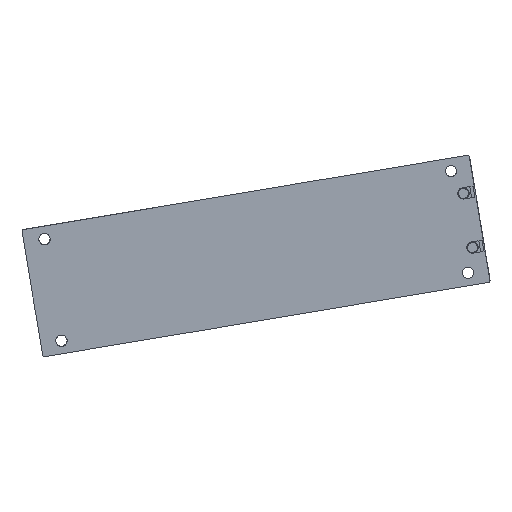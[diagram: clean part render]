
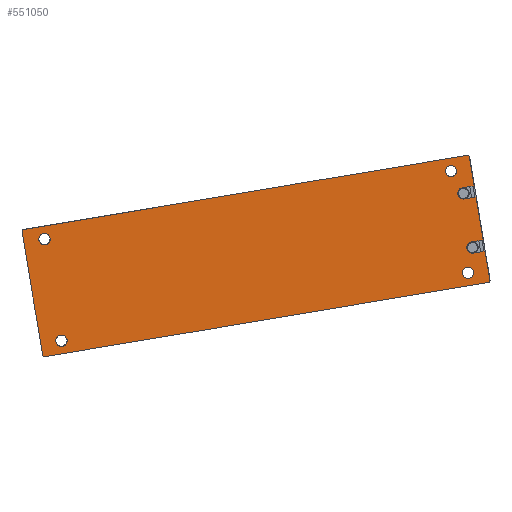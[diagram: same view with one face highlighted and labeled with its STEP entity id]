
A CAD part, front view. The second image highlights one B-rep face of the part: STEP entity #551050.
In plain terms, the highlighted planar face has unit normal (0, -1, 0).
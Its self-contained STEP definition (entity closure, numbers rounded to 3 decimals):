
#548810=CARTESIAN_POINT('',(264.053,3.7,
-20.216));
#548820=VERTEX_POINT('',#548810);
#548850=CARTESIAN_POINT('',(264.553,3.7,
-20.216));
#548860=DIRECTION('',(0.,1.,0.));
#548870=DIRECTION('',(0.,0.,-1.));
#548880=AXIS2_PLACEMENT_3D('',#548850,#548860,#548870);
#548890=CIRCLE('',#548880,0.5);
#548900=CARTESIAN_POINT('',(264.553,3.7,
-20.716));
#548910=VERTEX_POINT('',#548900);
#548920=EDGE_CURVE('',#548910,#548820,#548890,.T.);
#549100=CARTESIAN_POINT('',(213.228,3.7,
-0.096));
#549110=DIRECTION('',(0.,-1.,0.));
#549120=DIRECTION('',(0.,0.,1.));
#549130=AXIS2_PLACEMENT_3D('',#549100,#549110,#549120);
#549140=PLANE('',#549130);
#549150=CARTESIAN_POINT('',(269.996,3.7,
13.034));
#549160=DIRECTION('',(0.,1.,0.));
#549170=DIRECTION('',(-1.,0.,0.));
#549180=AXIS2_PLACEMENT_3D('',#549150,#549160,#549170);
#549190=CIRCLE('',#549180,1.65);
#549200=CARTESIAN_POINT('',(271.646,3.7,
13.034));
#549210=VERTEX_POINT('',#549200);
#549220=CARTESIAN_POINT('',(268.346,3.7,
13.034));
#549230=VERTEX_POINT('',#549220);
#549240=EDGE_CURVE('',#549210,#549230,#549190,.T.);
#549250=ORIENTED_EDGE('',*,*,#549240,.T.);
#549260=CARTESIAN_POINT('',(271.056,3.7,
14.299));
#549270=VERTEX_POINT('',#549260);
#549280=EDGE_CURVE('',#549270,#549210,#549190,.T.);
#549290=ORIENTED_EDGE('',*,*,#549280,.T.);
#549300=EDGE_CURVE('',#549230,#549270,#549190,.T.);
#549310=ORIENTED_EDGE('',*,*,#549300,.T.);
#549320=EDGE_LOOP('',(#549310,#549290,#549250));
#549330=FACE_BOUND('',#549320,.T.);
#549340=CARTESIAN_POINT('',(269.996,3.7,
-16.966));
#549350=DIRECTION('',(0.,1.,0.));
#549360=DIRECTION('',(-1.,0.,0.));
#549370=AXIS2_PLACEMENT_3D('',#549340,#549350,#549360);
#549380=CIRCLE('',#549370,1.65);
#549390=CARTESIAN_POINT('',(268.346,3.7,
-16.966));
#549400=VERTEX_POINT('',#549390);
#549410=CARTESIAN_POINT('',(271.646,3.7,
-16.966));
#549420=VERTEX_POINT('',#549410);
#549430=EDGE_CURVE('',#549400,#549420,#549380,.T.);
#549440=ORIENTED_EDGE('',*,*,#549430,.T.);
#549450=EDGE_CURVE('',#549420,#549400,#549380,.T.);
#549460=ORIENTED_EDGE('',*,*,#549450,.T.);
#549470=EDGE_LOOP('',(#549460,#549440));
#549480=FACE_BOUND('',#549470,.T.);
#549490=CARTESIAN_POINT('',(389.972,3.7,
-16.966));
#549500=DIRECTION('',(0.,-1.,0.));
#549510=DIRECTION('',(1.,0.,0.));
#549520=AXIS2_PLACEMENT_3D('',#549490,#549500,#549510);
#549530=CIRCLE('',#549520,1.65);
#549540=CARTESIAN_POINT('',(391.622,3.7,
-16.966));
#549550=VERTEX_POINT('',#549540);
#549560=CARTESIAN_POINT('',(388.322,3.7,
-16.966));
#549570=VERTEX_POINT('',#549560);
#549580=EDGE_CURVE('',#549550,#549570,#549530,.T.);
#549590=ORIENTED_EDGE('',*,*,#549580,.F.);
#549600=EDGE_CURVE('',#549570,#549550,#549530,.T.);
#549610=ORIENTED_EDGE('',*,*,#549600,.F.);
#549620=EDGE_LOOP('',(#549610,#549590));
#549630=FACE_BOUND('',#549620,.T.);
#549640=CARTESIAN_POINT('',(389.972,3.7,
13.034));
#549650=DIRECTION('',(0.,-1.,0.));
#549660=DIRECTION('',(1.,0.,0.));
#549670=AXIS2_PLACEMENT_3D('',#549640,#549650,#549660);
#549680=CIRCLE('',#549670,1.65);
#549690=CARTESIAN_POINT('',(391.622,3.7,
13.034));
#549700=VERTEX_POINT('',#549690);
#549710=CARTESIAN_POINT('',(388.322,3.7,
13.034));
#549720=VERTEX_POINT('',#549710);
#549730=EDGE_CURVE('',#549700,#549720,#549680,.T.);
#549740=ORIENTED_EDGE('',*,*,#549730,.F.);
#549750=EDGE_CURVE('',#549720,#549700,#549680,.T.);
#549760=ORIENTED_EDGE('',*,*,#549750,.F.);
#549770=EDGE_LOOP('',(#549760,#549740));
#549780=FACE_BOUND('',#549770,.T.);
#549790=CARTESIAN_POINT('',(395.553,3.7,
-20.216));
#549800=DIRECTION('',(0.,-1.,0.));
#549810=DIRECTION('',(0.,0.,1.));
#549820=AXIS2_PLACEMENT_3D('',#549790,#549800,#549810);
#549830=CIRCLE('',#549820,0.5);
#549840=CARTESIAN_POINT('',(395.553,3.7,
-20.716));
#549850=VERTEX_POINT('',#549840);
#549860=CARTESIAN_POINT('',(396.053,3.7,
-20.216));
#549870=VERTEX_POINT('',#549860);
#549880=EDGE_CURVE('',#549850,#549870,#549830,.T.);
#549890=ORIENTED_EDGE('',*,*,#549880,.T.);
#549900=CARTESIAN_POINT('',(-169.772,3.7,
-20.716));
#549910=DIRECTION('',(-1.,0.,0.));
#549920=VECTOR('',#549910,1.);
#549930=LINE('',#549900,#549920);
#549940=EDGE_CURVE('',#549850,#548910,#549930,.T.);
#549950=ORIENTED_EDGE('',*,*,#549940,.F.);
#549960=ORIENTED_EDGE('',*,*,#548920,.F.);
#549970=CARTESIAN_POINT('',(264.053,3.7,
-0.096));
#549980=DIRECTION('',(0.,0.,1.));
#549990=VECTOR('',#549980,1.);
#550000=LINE('',#549970,#549990);
#550010=CARTESIAN_POINT('',(264.053,3.7,
-11.616));
#550020=VERTEX_POINT('',#550010);
#550030=EDGE_CURVE('',#548820,#550020,#550000,.T.);
#550040=ORIENTED_EDGE('',*,*,#550030,.F.);
#550050=CARTESIAN_POINT('',(-169.772,3.7,
-11.616));
#550060=DIRECTION('',(1.,0.,0.));
#550070=VECTOR('',#550060,1.);
#550080=LINE('',#550050,#550070);
#550090=CARTESIAN_POINT('',(267.477,3.7,
-11.616));
#550100=VERTEX_POINT('',#550090);
#550110=EDGE_CURVE('',#550020,#550100,#550080,.T.);
#550120=ORIENTED_EDGE('',*,*,#550110,.F.);
#550130=CARTESIAN_POINT('',(267.477,3.7,
-9.966));
#550140=DIRECTION('',(0.,1.,0.));
#550150=DIRECTION('',(0.,0.,1.));
#550160=AXIS2_PLACEMENT_3D('',#550130,#550140,#550150);
#550170=CIRCLE('',#550160,1.65);
#550180=CARTESIAN_POINT('',(267.477,3.7,
-8.316));
#550190=VERTEX_POINT('',#550180);
#550200=EDGE_CURVE('',#550190,#550100,#550170,.T.);
#550210=ORIENTED_EDGE('',*,*,#550200,.T.);
#550220=CARTESIAN_POINT('',(-169.772,3.7,
-8.316));
#550230=DIRECTION('',(-1.,0.,0.));
#550240=VECTOR('',#550230,1.);
#550250=LINE('',#550220,#550240);
#550260=CARTESIAN_POINT('',(264.053,3.7,
-8.316));
#550270=VERTEX_POINT('',#550260);
#550280=EDGE_CURVE('',#550190,#550270,#550250,.T.);
#550290=ORIENTED_EDGE('',*,*,#550280,.F.);
#550300=CARTESIAN_POINT('',(264.053,3.7,
-20.166));
#550310=DIRECTION('',(0.,0.,1.));
#550320=VECTOR('',#550310,1.);
#550330=LINE('',#550300,#550320);
#550340=CARTESIAN_POINT('',(264.053,3.7,
4.384));
#550350=VERTEX_POINT('',#550340);
#550360=EDGE_CURVE('',#550270,#550350,#550330,.T.);
#550370=ORIENTED_EDGE('',*,*,#550360,.F.);
#550380=CARTESIAN_POINT('',(-169.772,3.7,
4.384));
#550390=DIRECTION('',(1.,0.,0.));
#550400=VECTOR('',#550390,1.);
#550410=LINE('',#550380,#550400);
#550420=CARTESIAN_POINT('',(267.477,3.7,
4.384));
#550430=VERTEX_POINT('',#550420);
#550440=EDGE_CURVE('',#550350,#550430,#550410,.T.);
#550450=ORIENTED_EDGE('',*,*,#550440,.F.);
#550460=CARTESIAN_POINT('',(267.477,3.7,
6.034));
#550470=DIRECTION('',(0.,1.,0.));
#550480=DIRECTION('',(0.,0.,1.));
#550490=AXIS2_PLACEMENT_3D('',#550460,#550470,#550480);
#550500=CIRCLE('',#550490,1.65);
#550510=CARTESIAN_POINT('',(267.477,3.7,
7.684));
#550520=VERTEX_POINT('',#550510);
#550530=EDGE_CURVE('',#550520,#550430,#550500,.T.);
#550540=ORIENTED_EDGE('',*,*,#550530,.T.);
#550550=CARTESIAN_POINT('',(-169.772,3.7,
7.684));
#550560=DIRECTION('',(-1.,0.,0.));
#550570=VECTOR('',#550560,1.);
#550580=LINE('',#550550,#550570);
#550590=CARTESIAN_POINT('',(264.053,3.7,
7.684));
#550600=VERTEX_POINT('',#550590);
#550610=EDGE_CURVE('',#550520,#550600,#550580,.T.);
#550620=ORIENTED_EDGE('',*,*,#550610,.F.);
#550630=CARTESIAN_POINT('',(264.053,3.7,
-0.096));
#550640=DIRECTION('',(0.,0.,1.));
#550650=VECTOR('',#550640,1.);
#550660=LINE('',#550630,#550650);
#550670=CARTESIAN_POINT('',(264.053,3.7,
16.284));
#550680=VERTEX_POINT('',#550670);
#550690=EDGE_CURVE('',#550600,#550680,#550660,.T.);
#550700=ORIENTED_EDGE('',*,*,#550690,.F.);
#550710=CARTESIAN_POINT('',(264.553,3.7,
16.284));
#550720=DIRECTION('',(0.,-1.,0.));
#550730=DIRECTION('',(0.,0.,1.));
#550740=AXIS2_PLACEMENT_3D('',#550710,#550720,#550730);
#550750=CIRCLE('',#550740,0.5);
#550760=CARTESIAN_POINT('',(264.553,3.7,
16.784));
#550770=VERTEX_POINT('',#550760);
#550780=EDGE_CURVE('',#550770,#550680,#550750,.T.);
#550790=ORIENTED_EDGE('',*,*,#550780,.T.);
#550800=CARTESIAN_POINT('',(-169.772,3.7,
16.784));
#550810=DIRECTION('',(1.,0.,0.));
#550820=VECTOR('',#550810,1.);
#550830=LINE('',#550800,#550820);
#550840=CARTESIAN_POINT('',(395.553,3.7,
16.784));
#550850=VERTEX_POINT('',#550840);
#550860=EDGE_CURVE('',#550770,#550850,#550830,.T.);
#550870=ORIENTED_EDGE('',*,*,#550860,.F.);
#550880=CARTESIAN_POINT('',(395.553,3.7,
16.284));
#550890=DIRECTION('',(0.,1.,0.));
#550900=DIRECTION('',(0.,0.,-1.));
#550910=AXIS2_PLACEMENT_3D('',#550880,#550890,#550900);
#550920=CIRCLE('',#550910,0.5);
#550930=CARTESIAN_POINT('',(396.053,3.7,
16.284));
#550940=VERTEX_POINT('',#550930);
#550950=EDGE_CURVE('',#550850,#550940,#550920,.T.);
#550960=ORIENTED_EDGE('',*,*,#550950,.F.);
#550970=CARTESIAN_POINT('',(396.053,3.7,
-0.096));
#550980=DIRECTION('',(0.,0.,-1.));
#550990=VECTOR('',#550980,1.);
#551000=LINE('',#550970,#550990);
#551010=EDGE_CURVE('',#550940,#549870,#551000,.T.);
#551020=ORIENTED_EDGE('',*,*,#551010,.F.);
#551030=EDGE_LOOP('',(#551020,#550960,#550870,#550790,#550700,#550620,
#550540,#550450,#550370,#550290,#550210,#550120,#550040,#549960,#549950,
#549890));
#551040=FACE_OUTER_BOUND('',#551030,.T.);
#551050=ADVANCED_FACE('',(#549330,#549480,#549630,#549780,#551040),
#549140,.T.);
